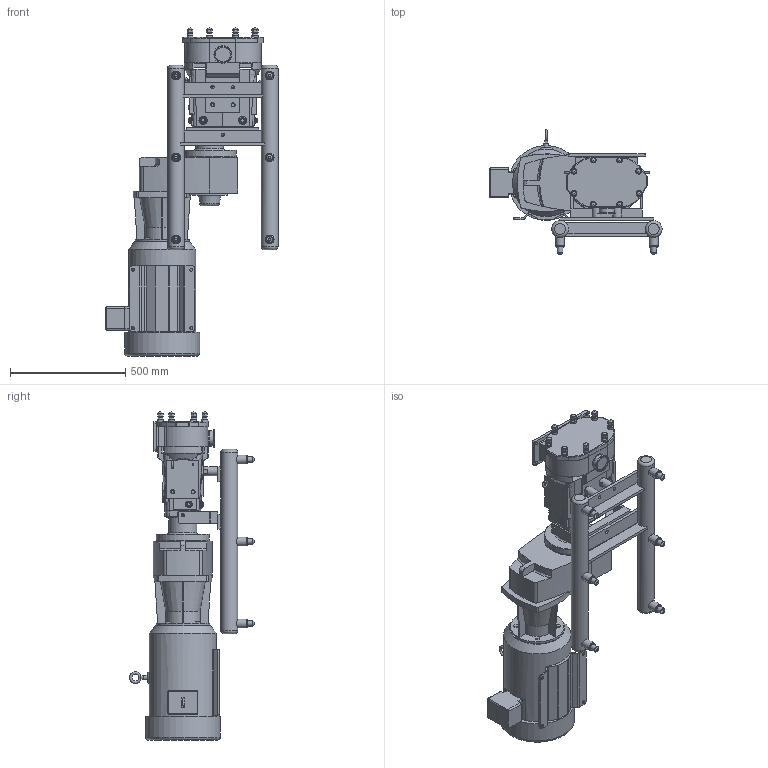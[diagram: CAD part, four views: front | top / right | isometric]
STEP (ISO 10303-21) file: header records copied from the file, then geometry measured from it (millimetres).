
FILE_DESCRIPTION(/* description */ (''),/* implementation_level */ '2;1');
FILE_NAME(/* name */ 'U3_064U3_256TC_(2.53 x 9.09)x2.5_S-Line_20HP_SIDE_SM.stp',/* time_stamp */ '2021-05-24T18:47:02+05:00',/* author */ ('trtmhr'),/* organization */ (''),/* preprocessor_version */ 'ST-DEVELOPER v18.1',/* originating_system */ 'Autodesk Inventor 2020',/* authorisation */ '');
FILE_SCHEMA (('AUTOMOTIVE_DESIGN { 1 0 10303 214 3 1 1 }'));
Length unit declared in the file: inch
Products named in the file (1): U3_064U3_256TC_(2.53 x 9.09)x2.5_S-Line_20HP_SIDE_SM
Bounding box: 746.83 x 542.8 x 1424.41 mm (x, y, z)
Volume: 90012042.9 mm3; surface area: 2790016.6 mm2
Topology: 4 solids, 4 shells, 1098 faces, 3020 edges, 2000 vertices
Faces by surface type: plane 557, cylinder 324, cone 74, torus 69, bspline 62, sphere 12
Full cylindrical faces by diameter (mm): 2.54 x2, 7.62 x3, 7.798 x1, 10.719 x5, 13.462 x4, 13.487 x4, 14.224 x2, 14.3 x3, 14.478 x1, 15.24 x1, 19.05 x8, 19.304 x1, 23.876 x3, 25.4 x19, 29.21 x2, 31.75 x3, 35.052 x6, 38.1 x8, 63.5 x1, 65.761 x1, 65.786 x1, 66.777 x1, 77.495 x1, 120.65 x1, 229.997 x1, 230.124 x1, 232.994 x1, 292.329 x1, 324.612 x1
Entity records: 37225 total; most frequent: CARTESIAN_POINT 8823, ORIENTED_EDGE 6002, DIRECTION 5933, EDGE_CURVE 3001, AXIS2_PLACEMENT_3D 2215, VERTEX_POINT 2000, LINE 1503, VECTOR 1503
